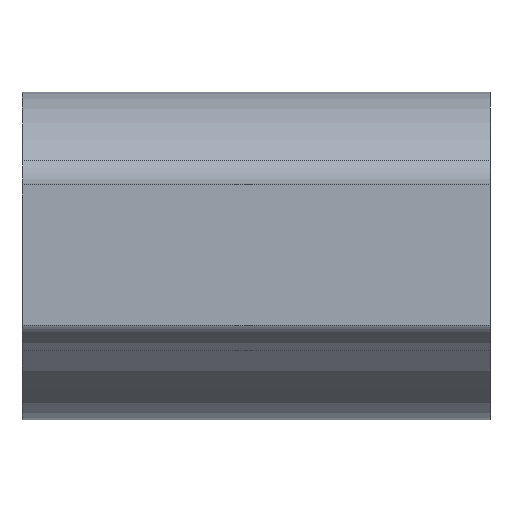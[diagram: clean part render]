
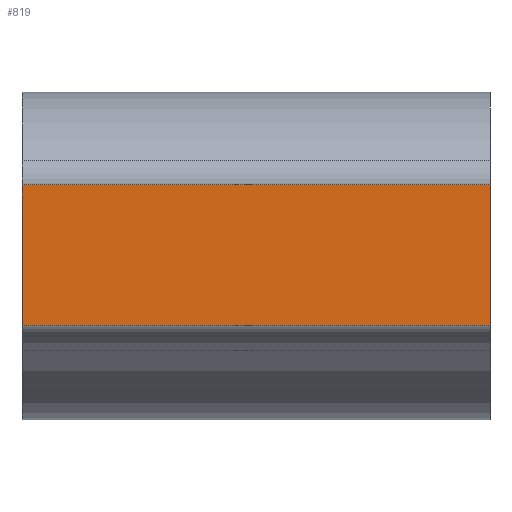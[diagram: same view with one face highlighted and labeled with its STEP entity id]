
A CAD part, top view. The second image highlights one B-rep face of the part: STEP entity #819.
In plain terms, the highlighted planar face has unit normal (0, 0, 1).
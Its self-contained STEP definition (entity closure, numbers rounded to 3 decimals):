
#227=CARTESIAN_POINT('Vertex',(0.,-6.,80.)) ;
#230=CARTESIAN_POINT('Line Origine',(0.,0.,80.)) ;
#234=CARTESIAN_POINT('Vertex',(0.,6.,80.)) ;
#769=CARTESIAN_POINT('Line Origine',(20.,-6.,80.)) ;
#773=CARTESIAN_POINT('Vertex',(40.,-6.,80.)) ;
#796=CARTESIAN_POINT('Axis2P3D Location',(0.,6.,80.)) ;
#801=CARTESIAN_POINT('Line Origine',(20.,6.,80.)) ;
#805=CARTESIAN_POINT('Vertex',(40.,6.,80.)) ;
#808=CARTESIAN_POINT('Line Origine',(40.,0.,80.)) ;
#231=DIRECTION('Vector Direction',(0.,-1.,0.)) ;
#770=DIRECTION('Vector Direction',(1.,0.,0.)) ;
#797=DIRECTION('Axis2P3D Direction',(-0.,0.,1.)) ;
#798=DIRECTION('Axis2P3D XDirection',(0.,-1.,0.)) ;
#802=DIRECTION('Vector Direction',(1.,0.,0.)) ;
#809=DIRECTION('Vector Direction',(0.,-1.,0.)) ;
#799=AXIS2_PLACEMENT_3D('Plane Axis2P3D',#796,#797,#798) ;
#814=ORIENTED_EDGE('',*,*,#807,.F.) ;
#815=ORIENTED_EDGE('',*,*,#236,.T.) ;
#816=ORIENTED_EDGE('',*,*,#775,.T.) ;
#817=ORIENTED_EDGE('',*,*,#812,.F.) ;
#232=VECTOR('Line Direction',#231,1.) ;
#771=VECTOR('Line Direction',#770,1.) ;
#803=VECTOR('Line Direction',#802,1.) ;
#810=VECTOR('Line Direction',#809,1.) ;
#819=ADVANCED_FACE('Corps principal',(#818),#800,.T.) ;
#236=EDGE_CURVE('',#235,#228,#233,.T.) ;
#775=EDGE_CURVE('',#228,#774,#772,.T.) ;
#807=EDGE_CURVE('',#235,#806,#804,.T.) ;
#812=EDGE_CURVE('',#806,#774,#811,.T.) ;
#813=EDGE_LOOP('',(#814,#815,#816,#817)) ;
#818=FACE_OUTER_BOUND('',#813,.T.) ;
#233=LINE('Line',#230,#232) ;
#772=LINE('Line',#769,#771) ;
#804=LINE('Line',#801,#803) ;
#811=LINE('Line',#808,#810) ;
#800=PLANE('Plane',#799) ;
#228=VERTEX_POINT('',#227) ;
#235=VERTEX_POINT('',#234) ;
#774=VERTEX_POINT('',#773) ;
#806=VERTEX_POINT('',#805) ;
